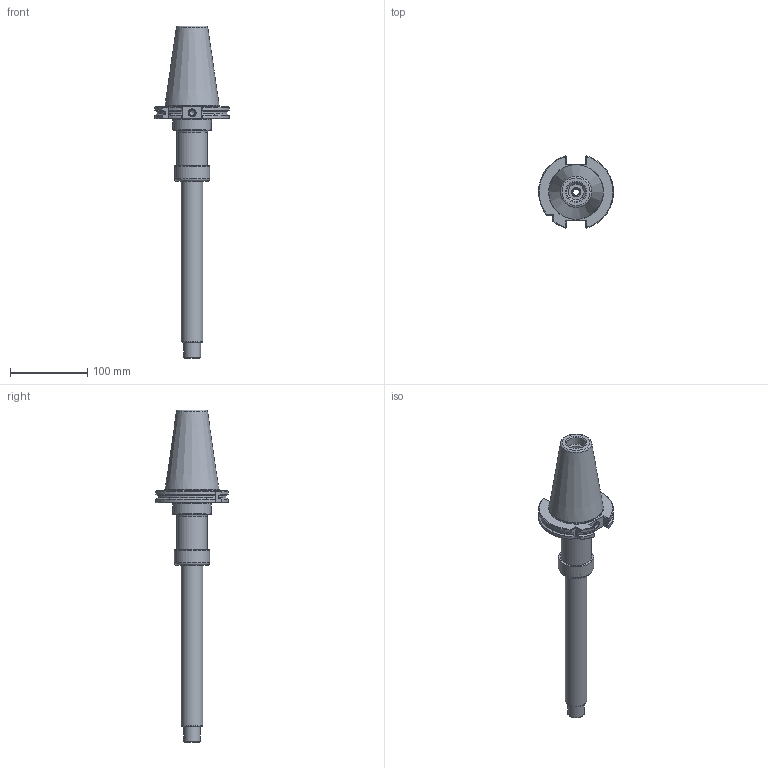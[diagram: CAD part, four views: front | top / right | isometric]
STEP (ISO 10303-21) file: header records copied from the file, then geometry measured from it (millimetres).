
FILE_DESCRIPTION(/* description */ (''),/* implementation_level */ '2;1');
FILE_NAME(/* name */ '885213170.stp',/* time_stamp */ '2021-10-13T12:15:52',/* author */ ('LRA'),/* organization */ ('REGO-FIX'),/* preprocessor_version */ ' Unknown',/* originating_system */ 'SIEMENS PLM Software Solid Edge ST10',/* authorization */ 'Unknown');
FILE_SCHEMA (('AUTOMOTIVE_DESIGN { 1 0 10303 214 2 1 1}'));
Length unit declared in the file: millimetre
Products named in the file (1): NOCUT
Bounding box: 97.32 x 93.58 x 431.1 mm (x, y, z)
Volume: 544236.4 mm3; surface area: 91055.6 mm2
Topology: 1 solids, 3 shells, 155 faces, 374 edges, 236 vertices
Faces by surface type: plane 53, cone 43, cylinder 36, torus 23
Full cylindrical faces by diameter (mm): 7 x1, 8.35 x1, 8.376 x1, 10 x2, 10.5 x1, 20.752 x1, 22 x1, 23.8 x1, 24.7 x1, 25 x2, 28 x1, 29 x1, 33 x1, 34 x1, 38.376 x1, 40 x1, 40.05 x1, 43.3 x1, 45.65 x1, 50.5 x1
Entity records: 5168 total; most frequent: DIRECTION 758, CARTESIAN_POINT 712, ORIENTED_EDGE 568, AXIS2_PLACEMENT_3D 331, EDGE_CURVE 284, FACE_BOUND 243, EDGE_LOOP 242, VERTEX_POINT 217
